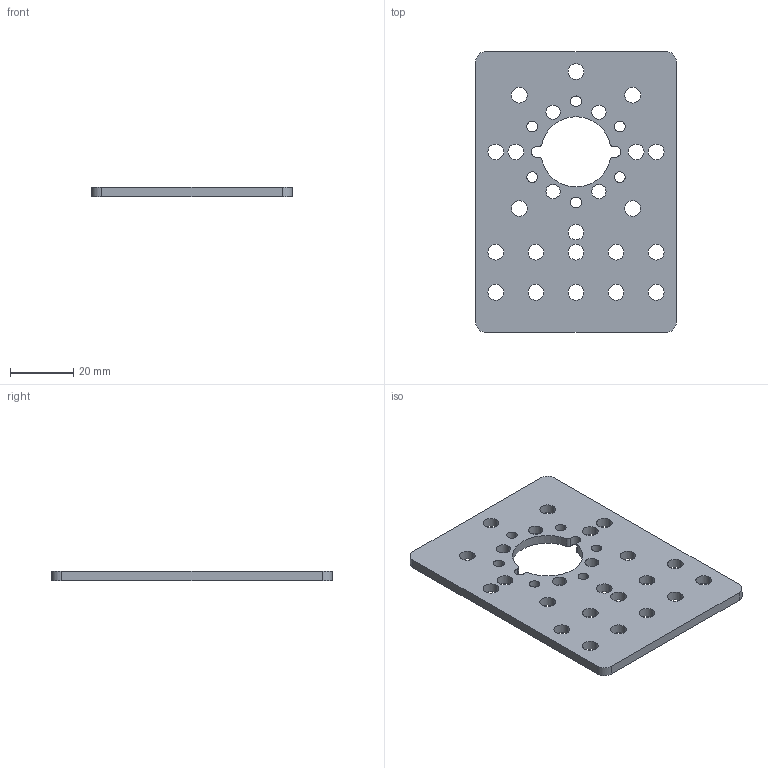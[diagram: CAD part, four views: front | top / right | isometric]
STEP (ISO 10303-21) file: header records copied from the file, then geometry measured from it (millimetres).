
FILE_DESCRIPTION (( 'STEP AP214' ), '1' );
FILE_NAME ('WCP-1410 Rev1.step', '2024-03-13T01:28:59', ( '' ), ( '' ), 'SwSTEP 2.0', 'SolidWorks 2022', '' );
FILE_SCHEMA (( 'AUTOMOTIVE_DESIGN' ));
Length unit declared in the file: inch
Products named in the file (1): WCP-1410 Rev1
Bounding box: 63.5 x 88.9 x 3 mm (x, y, z)
Volume: 14167.4 mm3; surface area: 11879.5 mm2
Topology: 1 solids, 1 shells, 79 faces, 231 edges, 154 vertices
Faces by surface type: cylinder 73, plane 6
Entity records: 2875 total; most frequent: DIRECTION 537, CARTESIAN_POINT 465, ORIENTED_EDGE 462, EDGE_CURVE 231, AXIS2_PLACEMENT_3D 226, VERTEX_POINT 154, CIRCLE 146, EDGE_LOOP 141
